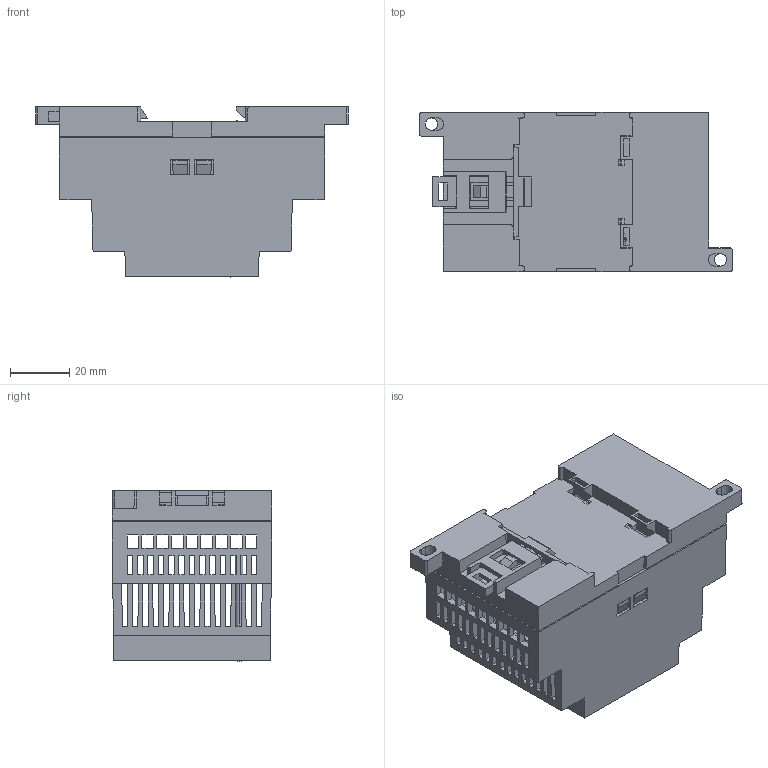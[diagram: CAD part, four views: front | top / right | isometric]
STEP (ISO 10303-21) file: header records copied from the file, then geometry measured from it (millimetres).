
FILE_DESCRIPTION (( 'STEP AP203' ), '1' );
FILE_NAME ('弝謹.301152.320.1173.STEP', '2023-02-27T11:11:11', ( '' ), ( '' ), 'SwSTEP 2.0', 'SolidWorks 2019', '' );
FILE_SCHEMA (( 'CONFIG_CONTROL_DESIGN' ));
Length unit declared in the file: millimetre
Products named in the file (5): 弝謹.731153.420.1590; 弝謹.755755.420.2275; 弝謹.741426.420.061; 弝謹.301152.320.1173; (153)ÊÓÂÔ.741582.420.153(èçì5)
Assembly tree (4 placements, depth 2):
  弝謹.301152.320.1173
    (153)ÊÓÂÔ.741582.420.153(èçì5)
    弝謹.731153.420.1590
    弝謹.755755.420.2275
    弝謹.741426.420.061
Bounding box: 106 x 54 x 57.8 mm (x, y, z)
Volume: 30002.3 mm3; surface area: 54127 mm2
Topology: 3 solids, 5 shells, 688 faces, 2118 edges, 1385 vertices
Faces by surface type: plane 581, cone 72, cylinder 32, torus 2, bspline 1
Entity records: 24317 total; most frequent: CARTESIAN_POINT 4487, ORIENTED_EDGE 4229, DIRECTION 3647, EDGE_CURVE 2116, VECTOR 1881, LINE 1881, VERTEX_POINT 1385, AXIS2_PLACEMENT_3D 883
